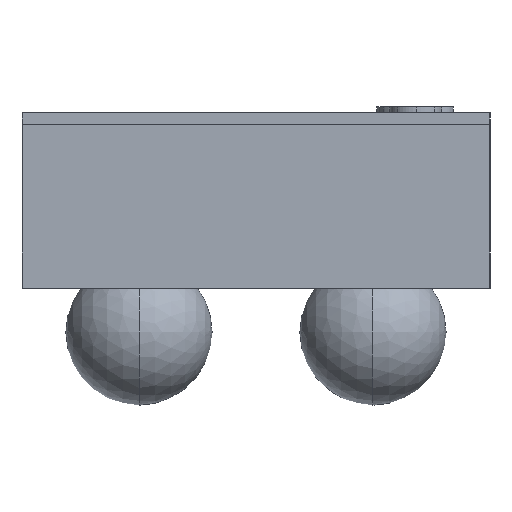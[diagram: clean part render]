
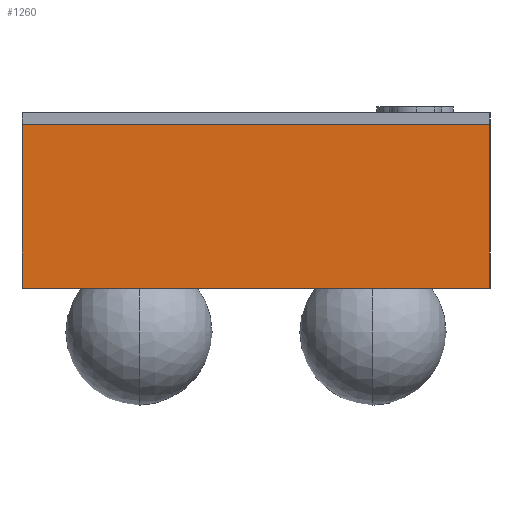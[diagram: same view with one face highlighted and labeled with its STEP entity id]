
A CAD part, left-side view. The second image highlights one B-rep face of the part: STEP entity #1260.
In plain terms, the highlighted planar face has unit normal (-1, 0, 0).
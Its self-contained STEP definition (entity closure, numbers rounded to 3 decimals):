
#145 = EDGE_LOOP ( 'NONE', ( #9050, #946, #6670, #3008 ) ) ;
#160 = LINE ( 'NONE', #8681, #8537 ) ;
#484 = EDGE_CURVE ( 'NONE', #638, #5794, #2417, .T. ) ;
#638 = VERTEX_POINT ( 'NONE', #8163 ) ;
#646 = DIRECTION ( 'NONE',  ( 0., 1., 0. ) ) ;
#694 = CARTESIAN_POINT ( 'NONE',  ( -0.6, -0.4, 0. ) ) ;
#763 = FACE_OUTER_BOUND ( 'NONE', #145, .T. ) ;
#946 = ORIENTED_EDGE ( 'NONE', *, *, #2729, .F. ) ;
#969 = CARTESIAN_POINT ( 'NONE',  ( -0.6, -0.4, 0. ) ) ;
#1140 = DIRECTION ( 'NONE',  ( 0., 0., 1. ) ) ;
#1260 = ADVANCED_FACE ( 'NONE', ( #763 ), #5114, .F. ) ;
#1368 = CARTESIAN_POINT ( 'NONE',  ( -0.6, 0.4, 0. ) ) ;
#1427 = EDGE_CURVE ( 'NONE', #7732, #1759, #8759, .T. ) ;
#1759 = VERTEX_POINT ( 'NONE', #1368 ) ;
#2417 = LINE ( 'NONE', #8012, #8374 ) ;
#2729 = EDGE_CURVE ( 'NONE', #5794, #1759, #160, .T. ) ;
#3008 = ORIENTED_EDGE ( 'NONE', *, *, #7299, .T. ) ;
#3086 = VECTOR ( 'NONE', #646, 1000. ) ;
#3203 = LINE ( 'NONE', #6665, #7249 ) ;
#3513 = CARTESIAN_POINT ( 'NONE',  ( -0.6, -0.4, -0.28 ) ) ;
#4520 = DIRECTION ( 'NONE',  ( 0., 1., 0. ) ) ;
#5075 = DIRECTION ( 'NONE',  ( 0., 0., -1. ) ) ;
#5114 = PLANE ( 'NONE',  #6472 ) ;
#5635 = DIRECTION ( 'NONE',  ( 1., 0., 0. ) ) ;
#5794 = VERTEX_POINT ( 'NONE', #6659 ) ;
#6472 = AXIS2_PLACEMENT_3D ( 'NONE', #3513, #5635, #5075 ) ;
#6659 = CARTESIAN_POINT ( 'NONE',  ( -0.6, 0.4, -0.28 ) ) ;
#6665 = CARTESIAN_POINT ( 'NONE',  ( -0.6, -0.4, -0.28 ) ) ;
#6670 = ORIENTED_EDGE ( 'NONE', *, *, #484, .F. ) ;
#7174 = DIRECTION ( 'NONE',  ( 0., 0., 1. ) ) ;
#7249 = VECTOR ( 'NONE', #1140, 1000. ) ;
#7299 = EDGE_CURVE ( 'NONE', #638, #7732, #3203, .T. ) ;
#7732 = VERTEX_POINT ( 'NONE', #969 ) ;
#8012 = CARTESIAN_POINT ( 'NONE',  ( -0.6, -0.4, -0.28 ) ) ;
#8163 = CARTESIAN_POINT ( 'NONE',  ( -0.6, -0.4, -0.28 ) ) ;
#8374 = VECTOR ( 'NONE', #4520, 1000. ) ;
#8537 = VECTOR ( 'NONE', #7174, 1000. ) ;
#8681 = CARTESIAN_POINT ( 'NONE',  ( -0.6, 0.4, -0.28 ) ) ;
#8759 = LINE ( 'NONE', #694, #3086 ) ;
#9050 = ORIENTED_EDGE ( 'NONE', *, *, #1427, .T. ) ;
